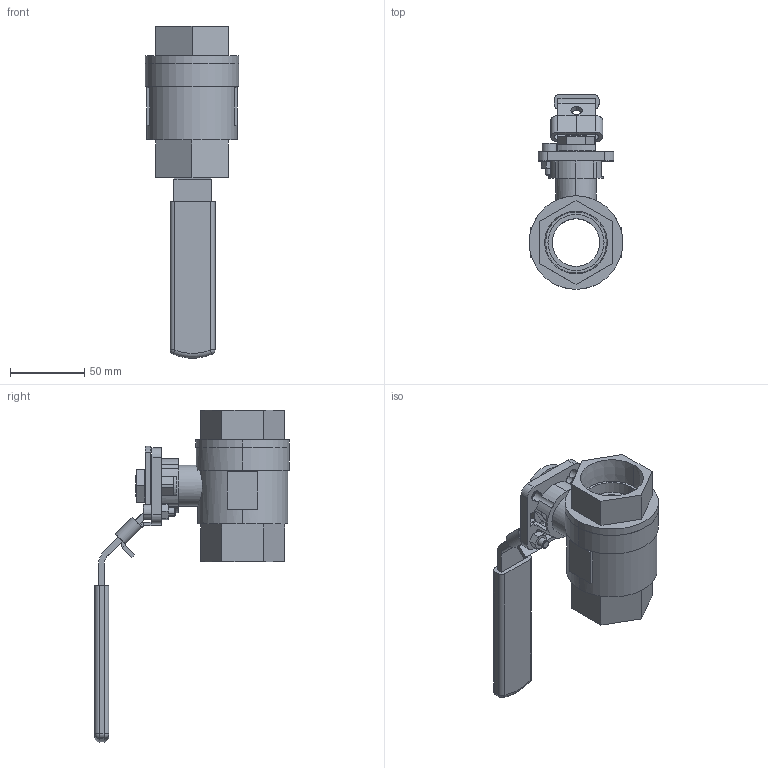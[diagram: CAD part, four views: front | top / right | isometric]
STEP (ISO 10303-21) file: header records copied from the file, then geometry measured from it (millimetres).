
FILE_DESCRIPTION (( 'STEP AP214' ), '1' );
FILE_NAME ('22-TH-0125-XXX.STEP', '2019-08-02T12:44:37', ( '' ), ( '' ), 'SwSTEP 2.0', 'SolidWorks 2019', '' );
FILE_SCHEMA (( 'AUTOMOTIVE_DESIGN' ));
Length unit declared in the file: inch
Products named in the file (10): 22576; hex nut style 1_am_B18.2.4.1M - Hex nut, Style 1,  M6 x 1 --D-N; 22574; 22573; 22577; 22569; 22-TH-0125-XXX; socket head cap screw_am_B18.3.1M - 6 x 1.0 x 16 Hex SHCS -- 16NHX; 22572; 22570
Assembly tree (9 placements, depth 2):
  22-TH-0125-XXX
    22572
    22573
    22577
    22570
    22576
    22569
    22574
    socket head cap screw_am_B18.3.1M - 6 x 1.0 x 16 Hex SHCS -- 16NHX
    hex nut style 1_am_B18.2.4.1M - Hex nut, Style 1,  M6 x 1 --D-N
Bounding box: 62.87 x 131 x 223.18 mm (x, y, z)
Volume: 223544.5 mm3; surface area: 73567.3 mm2
Topology: 9 solids, 9 shells, 301 faces, 736 edges, 451 vertices
Faces by surface type: plane 188, cylinder 79, cone 26, sphere 4, torus 4
Entity records: 9766 total; most frequent: CARTESIAN_POINT 1814, DIRECTION 1548, ORIENTED_EDGE 1460, EDGE_CURVE 730, AXIS2_PLACEMENT_3D 535, LINE 478, VECTOR 478, VERTEX_POINT 451
